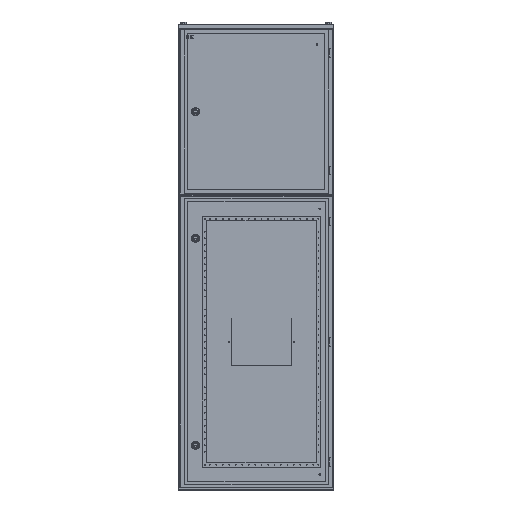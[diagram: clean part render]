
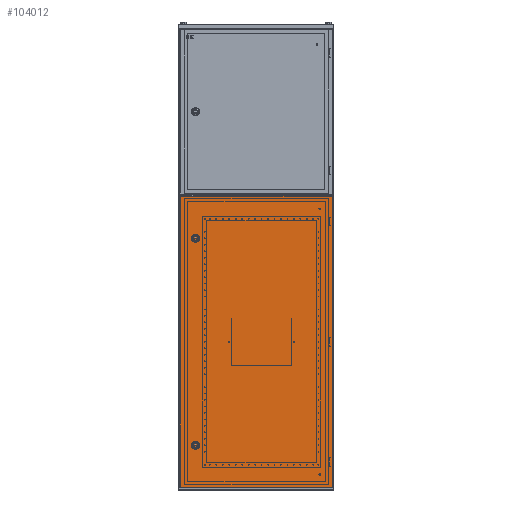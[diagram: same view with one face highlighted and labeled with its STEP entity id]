
A CAD part, top view. The second image highlights one B-rep face of the part: STEP entity #104012.
In plain terms, the highlighted planar face has unit normal (0, 0, 1).
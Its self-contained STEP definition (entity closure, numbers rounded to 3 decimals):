
#1315 = VERTEX_POINT ( 'NONE', #11090 ) ;
#3281 = VECTOR ( 'NONE', #50887, 1000. ) ;
#5036 = ORIENTED_EDGE ( 'NONE', *, *, #76129, .T. ) ;
#7131 = LINE ( 'NONE', #17882, #3281 ) ;
#7591 = CARTESIAN_POINT ( 'NONE',  ( 60., -400., 0. ) ) ;
#11090 = CARTESIAN_POINT ( 'NONE',  ( 0., 563.5, 0. ) ) ;
#11183 = CARTESIAN_POINT ( 'NONE',  ( 0., -563.5, 0. ) ) ;
#11242 = VERTEX_POINT ( 'NONE', #26877 ) ;
#15374 = EDGE_CURVE ( 'NONE', #94425, #11242, #64632, .T. ) ;
#16970 = VECTOR ( 'NONE', #85247, 1000. ) ;
#17299 = ORIENTED_EDGE ( 'NONE', *, *, #77289, .F. ) ;
#17736 = CARTESIAN_POINT ( 'NONE',  ( 0., 0., 0. ) ) ;
#17882 = CARTESIAN_POINT ( 'NONE',  ( 0., -563.5, 0. ) ) ;
#19892 = AXIS2_PLACEMENT_3D ( 'NONE', #64282, #96597, #46339 ) ;
#20166 = AXIS2_PLACEMENT_3D ( 'NONE', #106219, #22229, #106963 ) ;
#20705 = FACE_OUTER_BOUND ( 'NONE', #51410, .T. ) ;
#22229 = DIRECTION ( 'NONE',  ( 0., 0., 1. ) ) ;
#23906 = CARTESIAN_POINT ( 'NONE',  ( 61.5, 400., 0. ) ) ;
#25388 = DIRECTION ( 'NONE',  ( 1., 0., 0. ) ) ;
#25782 = PLANE ( 'NONE',  #32392 ) ;
#26403 = AXIS2_PLACEMENT_3D ( 'NONE', #86523, #102313, #94980 ) ;
#26877 = CARTESIAN_POINT ( 'NONE',  ( 58.5, 400., 0. ) ) ;
#31723 = EDGE_LOOP ( 'NONE', ( #94706, #17299 ) ) ;
#31760 = ORIENTED_EDGE ( 'NONE', *, *, #36146, .T. ) ;
#32392 = AXIS2_PLACEMENT_3D ( 'NONE', #17736, #101324, #25388 ) ;
#32532 = AXIS2_PLACEMENT_3D ( 'NONE', #7591, #91866, #66201 ) ;
#33845 = CARTESIAN_POINT ( 'NONE',  ( 58.5, -400., 0. ) ) ;
#36146 = EDGE_CURVE ( 'NONE', #74145, #1315, #36214, .T. ) ;
#36214 = LINE ( 'NONE', #95612, #51982 ) ;
#42300 = ORIENTED_EDGE ( 'NONE', *, *, #97769, .T. ) ;
#43899 = DIRECTION ( 'NONE',  ( -1., 0., 0. ) ) ;
#44546 = LINE ( 'NONE', #84129, #16970 ) ;
#46339 = DIRECTION ( 'NONE',  ( 1., 0., 0. ) ) ;
#49537 = FACE_BOUND ( 'NONE', #31723, .T. ) ;
#50887 = DIRECTION ( 'NONE',  ( 1., 0., 0. ) ) ;
#51410 = EDGE_LOOP ( 'NONE', ( #103823, #42300, #5036, #31760 ) ) ;
#51428 = CIRCLE ( 'NONE', #32532, 1.5 ) ;
#51797 = VECTOR ( 'NONE', #56234, 1000. ) ;
#51982 = VECTOR ( 'NONE', #43899, 1000. ) ;
#53326 = CARTESIAN_POINT ( 'NONE',  ( 61.5, -400., 0. ) ) ;
#56234 = DIRECTION ( 'NONE',  ( 0., 1., 0. ) ) ;
#56628 = EDGE_CURVE ( 'NONE', #72941, #77945, #51428, .T. ) ;
#59439 = CARTESIAN_POINT ( 'NONE',  ( 590.5, -563.5, 0. ) ) ;
#64258 = CARTESIAN_POINT ( 'NONE',  ( 590.5, 563.5, 0. ) ) ;
#64282 = CARTESIAN_POINT ( 'NONE',  ( 60., 400., 0. ) ) ;
#64632 = CIRCLE ( 'NONE', #19892, 1.5 ) ;
#66201 = DIRECTION ( 'NONE',  ( -1., 0., 0. ) ) ;
#66334 = VERTEX_POINT ( 'NONE', #59439 ) ;
#72941 = VERTEX_POINT ( 'NONE', #53326 ) ;
#72944 = VERTEX_POINT ( 'NONE', #11183 ) ;
#74145 = VERTEX_POINT ( 'NONE', #103884 ) ;
#74186 = EDGE_LOOP ( 'NONE', ( #105345, #102600 ) ) ;
#76129 = EDGE_CURVE ( 'NONE', #66334, #74145, #87333, .T. ) ;
#77289 = EDGE_CURVE ( 'NONE', #11242, #94425, #96262, .T. ) ;
#77945 = VERTEX_POINT ( 'NONE', #33845 ) ;
#82312 = FACE_BOUND ( 'NONE', #74186, .T. ) ;
#84129 = CARTESIAN_POINT ( 'NONE',  ( 0., 563.5, 0. ) ) ;
#85247 = DIRECTION ( 'NONE',  ( 0., -1., 0. ) ) ;
#86523 = CARTESIAN_POINT ( 'NONE',  ( 60., -400., 0. ) ) ;
#87333 = LINE ( 'NONE', #64258, #51797 ) ;
#90035 = EDGE_CURVE ( 'NONE', #77945, #72941, #103307, .T. ) ;
#91866 = DIRECTION ( 'NONE',  ( 0., 0., 1. ) ) ;
#94061 = EDGE_CURVE ( 'NONE', #1315, #72944, #44546, .T. ) ;
#94425 = VERTEX_POINT ( 'NONE', #23906 ) ;
#94706 = ORIENTED_EDGE ( 'NONE', *, *, #15374, .F. ) ;
#94980 = DIRECTION ( 'NONE',  ( -1., 0., 0. ) ) ;
#95612 = CARTESIAN_POINT ( 'NONE',  ( 0., 563.5, 0. ) ) ;
#96262 = CIRCLE ( 'NONE', #20166, 1.5 ) ;
#96597 = DIRECTION ( 'NONE',  ( 0., 0., 1. ) ) ;
#97769 = EDGE_CURVE ( 'NONE', #72944, #66334, #7131, .T. ) ;
#101324 = DIRECTION ( 'NONE',  ( 0., 0., 1. ) ) ;
#102313 = DIRECTION ( 'NONE',  ( 0., 0., 1. ) ) ;
#102600 = ORIENTED_EDGE ( 'NONE', *, *, #90035, .F. ) ;
#103307 = CIRCLE ( 'NONE', #26403, 1.5 ) ;
#103823 = ORIENTED_EDGE ( 'NONE', *, *, #94061, .T. ) ;
#103884 = CARTESIAN_POINT ( 'NONE',  ( 590.5, 563.5, 0. ) ) ;
#104012 = ADVANCED_FACE ( 'NONE', ( #82312, #49537, #20705 ), #25782, .T. ) ;
#105345 = ORIENTED_EDGE ( 'NONE', *, *, #56628, .F. ) ;
#106219 = CARTESIAN_POINT ( 'NONE',  ( 60., 400., 0. ) ) ;
#106963 = DIRECTION ( 'NONE',  ( 1., 0., 0. ) ) ;
